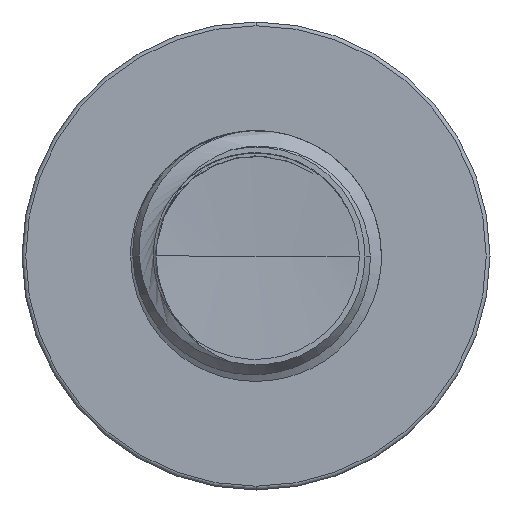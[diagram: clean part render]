
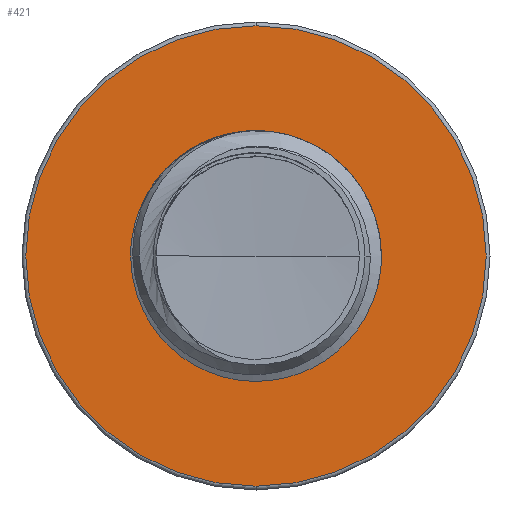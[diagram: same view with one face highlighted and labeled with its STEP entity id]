
A CAD part, front view. The second image highlights one B-rep face of the part: STEP entity #421.
In plain terms, the highlighted planar face has unit normal (0, -1, 0).
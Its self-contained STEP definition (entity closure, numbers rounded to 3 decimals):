
#421 = ADVANCED_FACE ( 'NONE', ( #17462, #16449 ), #6967, .T. ) ;
#1311 = AXIS2_PLACEMENT_3D ( 'NONE', #24989, #24853, #24696 ) ;
#5571 = CIRCLE ( 'NONE', #1311, 2.755 ) ;
#5686 = VERTEX_POINT ( 'NONE', #19224 ) ;
#6967 = PLANE ( 'NONE',  #29857 ) ;
#7697 = VERTEX_POINT ( 'NONE', #26625 ) ;
#7852 = EDGE_CURVE ( 'NONE', #5686, #37122, #5571, .T. ) ;
#8958 = CARTESIAN_POINT ( 'NONE',  ( 0., 17.5, 0. ) ) ;
#9345 = CARTESIAN_POINT ( 'NONE',  ( 0., 17.5, 1.436 ) ) ;
#11434 = CIRCLE ( 'NONE', #21919, 1.436 ) ;
#11858 = DIRECTION ( 'NONE',  ( 0., 0., -1. ) ) ;
#12104 = DIRECTION ( 'NONE',  ( 0., 0., -1. ) ) ;
#12830 = CIRCLE ( 'NONE', #32281, 2.755 ) ;
#15762 = DIRECTION ( 'NONE',  ( 0., -1., 0. ) ) ;
#16449 = FACE_BOUND ( 'NONE', #24987, .T. ) ;
#16519 = EDGE_LOOP ( 'NONE', ( #24978, #33505 ) ) ;
#16730 = CARTESIAN_POINT ( 'NONE',  ( 0., 17.5, 0. ) ) ;
#17462 = FACE_OUTER_BOUND ( 'NONE', #16519, .T. ) ;
#17558 = DIRECTION ( 'NONE',  ( 0., -1., 0. ) ) ;
#17598 = EDGE_CURVE ( 'NONE', #37122, #5686, #12830, .T. ) ;
#18921 = VERTEX_POINT ( 'NONE', #31493 ) ;
#19224 = CARTESIAN_POINT ( 'NONE',  ( 0., 17.5, 2.755 ) ) ;
#19334 = ORIENTED_EDGE ( 'NONE', *, *, #31327, .F. ) ;
#19823 = DIRECTION ( 'NONE',  ( 0., 0., -1. ) ) ;
#20466 = CARTESIAN_POINT ( 'NONE',  ( 0., 17.5, -2.755 ) ) ;
#21919 = AXIS2_PLACEMENT_3D ( 'NONE', #8958, #29992, #12104 ) ;
#23353 = EDGE_CURVE ( 'NONE', #7697, #18921, #11434, .T. ) ;
#24696 = DIRECTION ( 'NONE',  ( 0., 0., -1. ) ) ;
#24853 = DIRECTION ( 'NONE',  ( 0., -1., 0. ) ) ;
#24978 = ORIENTED_EDGE ( 'NONE', *, *, #17598, .T. ) ;
#24987 = EDGE_LOOP ( 'NONE', ( #19334, #35636 ) ) ;
#24989 = CARTESIAN_POINT ( 'NONE',  ( 0., 17.5, 0. ) ) ;
#26625 = CARTESIAN_POINT ( 'NONE',  ( 0., 17.5, 1.436 ) ) ;
#29857 = AXIS2_PLACEMENT_3D ( 'NONE', #9345, #15762, #11858 ) ;
#29992 = DIRECTION ( 'NONE',  ( 0., -1., 0. ) ) ;
#30001 = CIRCLE ( 'NONE', #33171, 1.436 ) ;
#31327 = EDGE_CURVE ( 'NONE', #18921, #7697, #30001, .T. ) ;
#31493 = CARTESIAN_POINT ( 'NONE',  ( 0., 17.5, -1.436 ) ) ;
#32281 = AXIS2_PLACEMENT_3D ( 'NONE', #35018, #17558, #37784 ) ;
#33171 = AXIS2_PLACEMENT_3D ( 'NONE', #16730, #37074, #19823 ) ;
#33505 = ORIENTED_EDGE ( 'NONE', *, *, #7852, .T. ) ;
#35018 = CARTESIAN_POINT ( 'NONE',  ( 0., 17.5, 0. ) ) ;
#35636 = ORIENTED_EDGE ( 'NONE', *, *, #23353, .F. ) ;
#37074 = DIRECTION ( 'NONE',  ( 0., -1., 0. ) ) ;
#37122 = VERTEX_POINT ( 'NONE', #20466 ) ;
#37784 = DIRECTION ( 'NONE',  ( 0., 0., -1. ) ) ;
